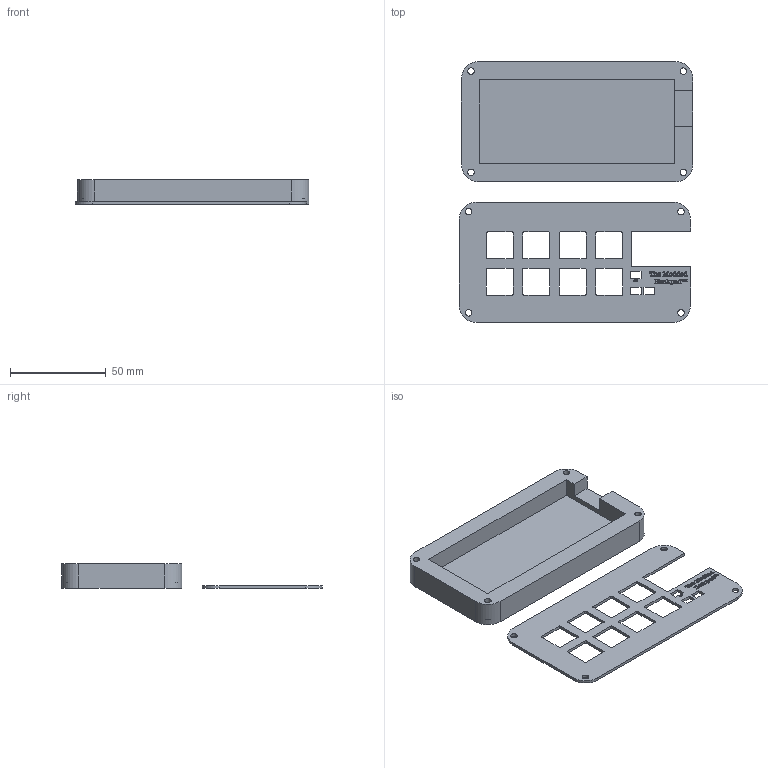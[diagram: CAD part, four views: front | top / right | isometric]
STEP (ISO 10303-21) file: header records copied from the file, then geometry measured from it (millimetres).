
FILE_DESCRIPTION(/* description */ (''),/* implementation_level */ '2;1');
FILE_NAME(/* name */ 'MODDED_HACKPAD_CASE.step',/* time_stamp */ '2026-02-01T19:03:05-06:00',/* author */ (''),/* organization */ (''),/* preprocessor_version */ 'ST-DEVELOPER v20.1',/* originating_system */ 'Autodesk Translation Framework v14.24.0.0',/* authorisation */ '');
FILE_SCHEMA (('AUTOMOTIVE_DESIGN { 1 0 10303 214 3 1 1 }'));
Length unit declared in the file: millimetre
Products named in the file (3): (Unsaved); Modded_Hackpad_Bottom_Case; Modded_Hackpad_Top_Case
Assembly tree (2 placements, depth 2):
  (Unsaved)
    Modded_Hackpad_Bottom_Case
    Modded_Hackpad_Top_Case
Bounding box: 122.24 x 136.31 x 13 mm (x, y, z)
Volume: 59122 mm3; surface area: 35125.3 mm2
Topology: 2 solids, 2 shells, 1119 faces, 3240 edges, 2160 vertices
Faces by surface type: bspline 793, plane 274, cylinder 52
Full cylindrical faces by diameter (mm): 3.4 x8, 6 x4
Entity records: 44279 total; most frequent: CARTESIAN_POINT 20077, ORIENTED_EDGE 6480, EDGE_CURVE 3240, DIRECTION 2402, VERTEX_POINT 2160, B_SPLINE_CURVE_WITH_KNOTS 1604, LINE 1532, VECTOR 1532
